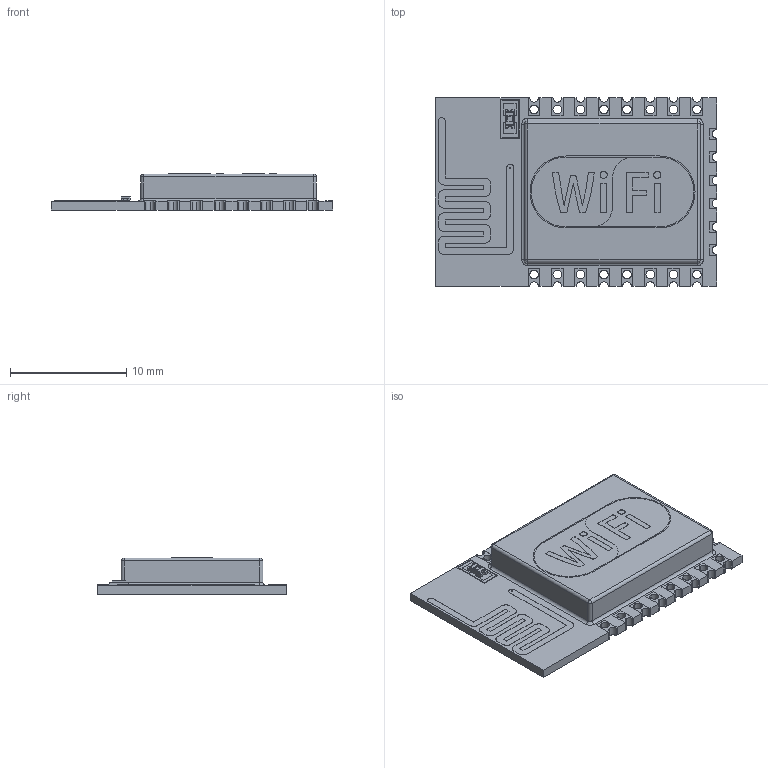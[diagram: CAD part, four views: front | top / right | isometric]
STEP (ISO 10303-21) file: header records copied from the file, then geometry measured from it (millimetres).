
FILE_DESCRIPTION (( 'STEP AP214' ), '1' );
FILE_NAME ('User Library-WIFI - ESP8266M0D.STEP', '2019-01-30T08:40:00', ( '' ), ( '' ), 'SwSTEP 2.0', 'SolidWorks 2019', '' );
FILE_SCHEMA (( 'AUTOMOTIVE_DESIGN' ));
Length unit declared in the file: millimetre
Products named in the file (5): User Library-WIFI - ESP8266M0D_WIFI; User Library-WIFI - ESP8266M0D_LED_VERDE; User Library-WIFI - ESP8266M0D; User Library-WIFI - ESP8266M0D_LED; User Library-WIFI - ESP8266M0D_PLACA_LED
Assembly tree (4 placements, depth 3):
  User Library-WIFI - ESP8266M0D
    User Library-WIFI - ESP8266M0D_WIFI
    User Library-WIFI - ESP8266M0D_LED_VERDE
      User Library-WIFI - ESP8266M0D_LED
      User Library-WIFI - ESP8266M0D_PLACA_LED
Bounding box: 24.21 x 16.22 x 3.13 mm (x, y, z)
Volume: 723.2 mm3; surface area: 985.5 mm2
Topology: 4 solids, 4 shells, 493 faces, 1384 edges, 912 vertices
Faces by surface type: plane 340, cylinder 120, bspline 33
Entity records: 22710 total; most frequent: CARTESIAN_POINT 4376, ORIENTED_EDGE 2760, DIRECTION 2470, EDGE_CURVE 1380, VECTOR 1086, LINE 1086, VERTEX_POINT 912, AXIS2_PLACEMENT_3D 692
